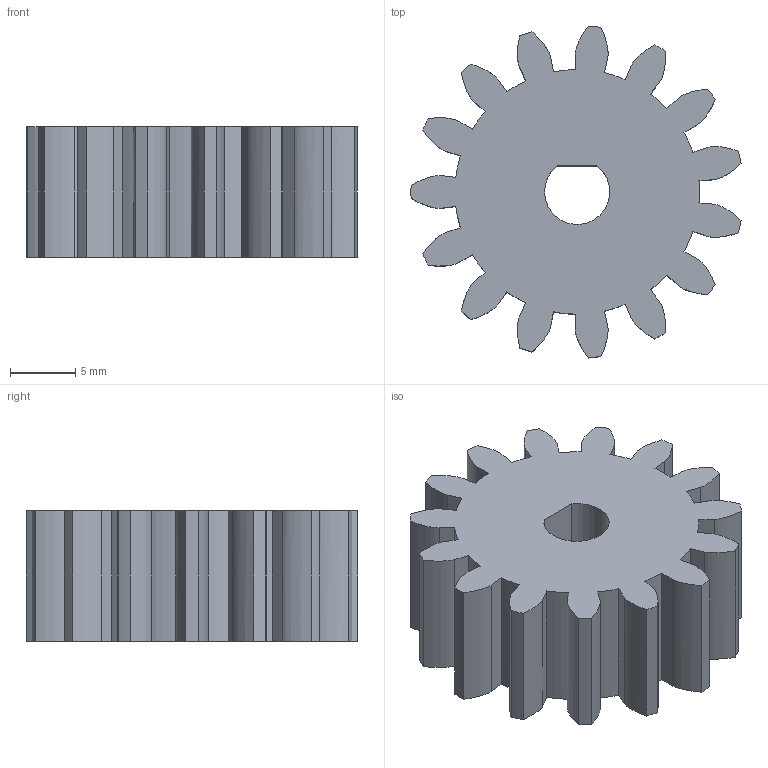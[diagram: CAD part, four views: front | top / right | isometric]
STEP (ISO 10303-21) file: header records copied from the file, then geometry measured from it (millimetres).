
FILE_DESCRIPTION(/* description */ (''),/* implementation_level */ '2;1');
FILE_NAME(/* name */ 'SpurGear.step',/* time_stamp */ '2024-11-03T20:05:46+05:30',/* author */ (''),/* organization */ (''),/* preprocessor_version */ 'ST-DEVELOPER v20',/* originating_system */ 'Autodesk Translation Framework v13.20.0.188',/* authorisation */ '');
FILE_SCHEMA (('AUTOMOTIVE_DESIGN { 1 0 10303 214 3 1 1 }'));
Length unit declared in the file: millimetre
Products named in the file (1): Healical Gear (15R@0.00 m=1.5)
Bounding box: 25.31 x 25.44 x 10 mm (x, y, z)
Volume: 3652.3 mm3; surface area: 2365.4 mm2
Topology: 1 solids, 1 shells, 94 faces, 276 edges, 184 vertices
Faces by surface type: plane 33, cylinder 31, bspline 30
Entity records: 8769 total; most frequent: CARTESIAN_POINT 6465, ORIENTED_EDGE 552, DIRECTION 408, EDGE_CURVE 276, VERTEX_POINT 184, LINE 154, VECTOR 154, AXIS2_PLACEMENT_3D 127
